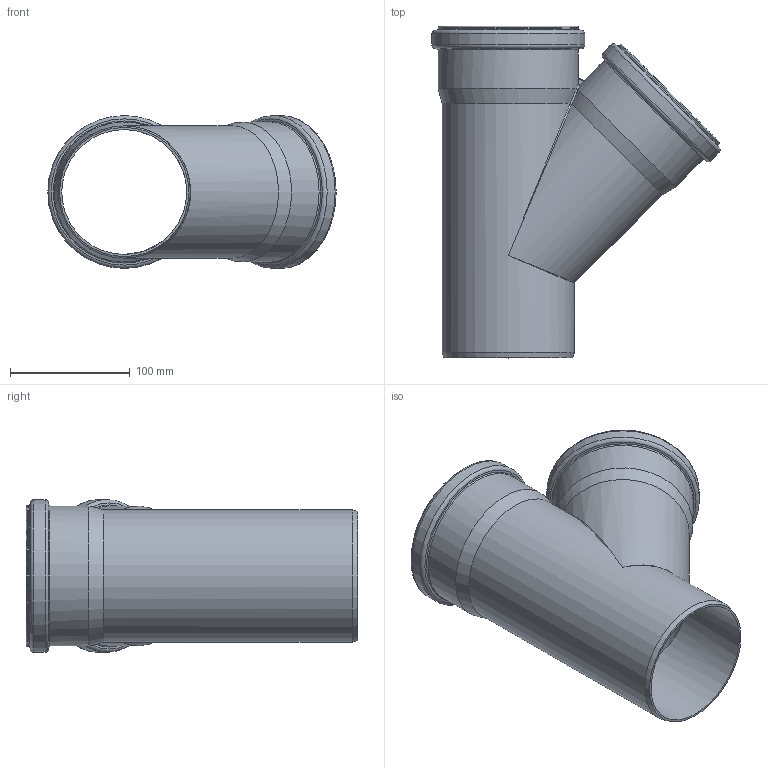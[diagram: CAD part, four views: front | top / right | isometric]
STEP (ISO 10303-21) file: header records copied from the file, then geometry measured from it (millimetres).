
FILE_DESCRIPTION(/* description */ (''),/* implementation_level */ '2;1');
FILE_NAME(/* name */ '175200 HTsafeEA DN_OD 110_110_45°.stp',/* time_stamp */ '2017-03-13T11:58:31+01:00',/* author */ ('user1'),/* organization */ (''),/* preprocessor_version */ 'ST-DEVELOPER v16.1',/* originating_system */ 'Autodesk Inventor 2016',/* authorisation */ '');
FILE_SCHEMA (('AUTOMOTIVE_DESIGN { 1 0 10303 214 3 1 1 }'));
Length unit declared in the file: millimetre
Products named in the file (1): 175200 HTsafeEA DN_OD 110_110_45°
Bounding box: 240.74 x 277 x 127.6 mm (x, y, z)
Volume: 399536 mm3; surface area: 270326.9 mm2
Topology: 1 solids, 1 shells, 68 faces, 155 edges, 87 vertices
Faces by surface type: cylinder 20, torus 20, cone 13, plane 8, bspline 7
Full cylindrical faces by diameter (mm): 104.3 x2, 110.3 x1, 111 x2, 111.3 x4, 116.8 x2, 117.1 x2, 121.8 x2, 127.6 x2
Entity records: 2040 total; most frequent: CARTESIAN_POINT 744, DIRECTION 270, ORIENTED_EDGE 198, AXIS2_PLACEMENT_3D 131, EDGE_LOOP 122, EDGE_CURVE 99, VERTEX_POINT 83, FACE_OUTER_BOUND 68
